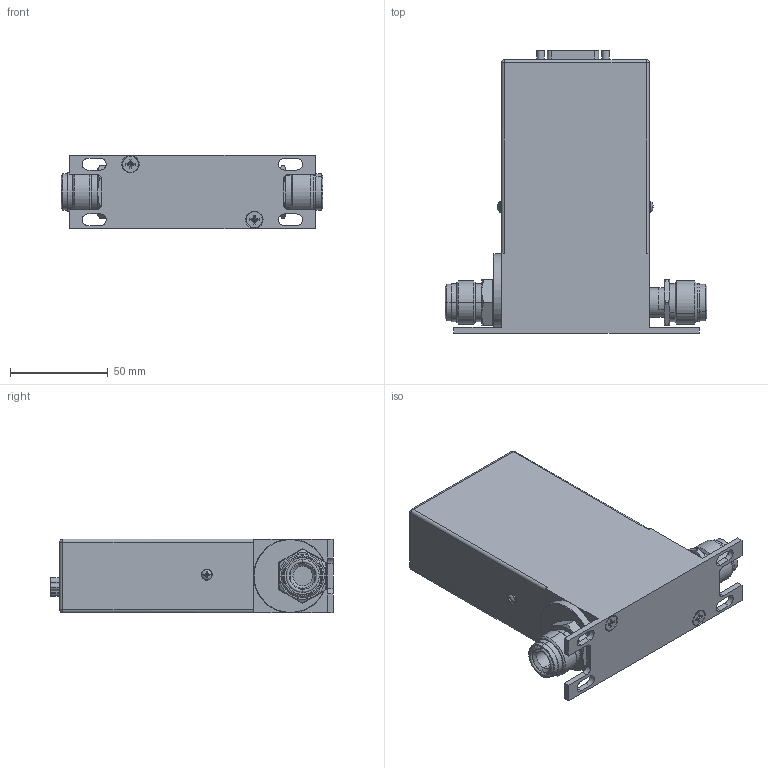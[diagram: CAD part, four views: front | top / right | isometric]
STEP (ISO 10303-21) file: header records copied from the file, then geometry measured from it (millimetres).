
FILE_DESCRIPTION((''),'2;1');
FILE_NAME('128000_MC20-F-A-ANLG-_SW0001','2008-10-22T',('CockrofM'),('MKS Instruments, Inc.'),'PRO/ENGINEER BY PARAMETRIC TECHNOLOGY CORPORATION, 2005030','PRO/ENGINEER BY PARAMETRIC TECHNOLOGY CORPORATION, 2005030','');
FILE_SCHEMA(('CONFIG_CONTROL_DESIGN'));
Length unit declared in the file: inch
Products named in the file (1): 128000_MC20-F-A-ANLG-_SW0001
Bounding box: 134.16 x 144.86 x 37.85 mm (x, y, z)
Volume: 157408.1 mm3; surface area: 81069.3 mm2
Topology: 3 solids, 3 shells, 578 faces, 1542 edges, 908 vertices
Faces by surface type: plane 215, bspline 168, cylinder 130, cone 41, sphere 12, torus 12
Entity records: 23092 total; most frequent: CARTESIAN_POINT 9966, ORIENTED_EDGE 2924, DIRECTION 2344, EDGE_CURVE 1462, VERTEX_POINT 984, AXIS2_PLACEMENT_3D 846, VECTOR 652, LINE 652
